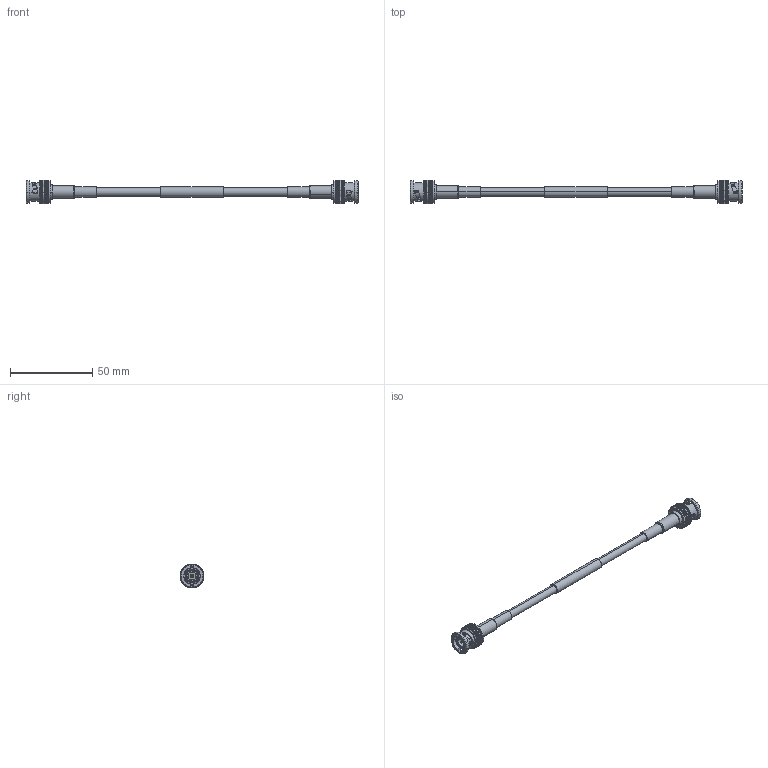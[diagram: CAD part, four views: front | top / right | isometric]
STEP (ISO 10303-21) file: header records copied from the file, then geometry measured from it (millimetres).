
FILE_DESCRIPTION (( 'STEP AP214' ), '1' );
FILE_NAME ('FMHR0115_3D.step', '2024-07-11T16:35:52', ( '' ), ( '' ), 'SwSTEP 2.0', 'SolidWorks 2022', '' );
FILE_SCHEMA (( 'AUTOMOTIVE_DESIGN' ));
Length unit declared in the file: inch
Products named in the file (6): Copy of PE-Z201^FMHR0115; Copy of PE3M0115-XXX^FMHR0115; Copy of M39012-16-0013-00795^FMHR0115; FMHR0115_3D; Copy of PE-Z202^FMHR0115; Coax^FMHR0115
Assembly tree (6 placements, depth 2):
  FMHR0115_3D
    Coax^FMHR0115
    Copy of M39012-16-0013-00795^FMHR0115  x2
    Copy of PE-Z201^FMHR0115
    Copy of PE-Z202^FMHR0115
    Copy of PE3M0115-XXX^FMHR0115
Bounding box: 201.83 x 14.47 x 14.47 mm (x, y, z)
Volume: 7144.8 mm3; surface area: 11608.9 mm2
Topology: 6 solids, 6 shells, 880 faces, 2384 edges, 1568 vertices
Faces by surface type: cylinder 414, plane 380, cone 46, bspline 32, torus 8
Entity records: 15178 total; most frequent: CARTESIAN_POINT 3120, DIRECTION 2560, ORIENTED_EDGE 2458, EDGE_CURVE 1229, AXIS2_PLACEMENT_3D 944, VERTEX_POINT 808, VECTOR 672, LINE 672
